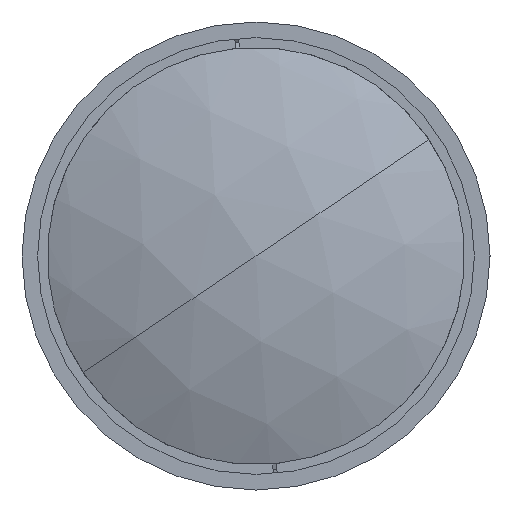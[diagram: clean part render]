
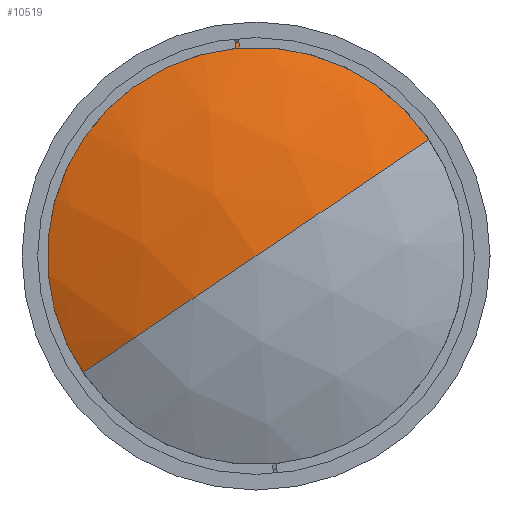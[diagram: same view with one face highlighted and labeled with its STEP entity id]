
A CAD part, left-side view. The second image highlights one B-rep face of the part: STEP entity #10519.
In plain terms, the highlighted spherical face has radius 133.05 mm.
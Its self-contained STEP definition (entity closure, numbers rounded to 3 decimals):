
#120 = CARTESIAN_POINT ( 'NONE',  ( 13.4, 0., 0. ) ) ;
#489 = AXIS2_PLACEMENT_3D ( 'NONE', #14399, #7059, #15638 ) ;
#513 = AXIS2_PLACEMENT_3D ( 'NONE', #4402, #733, #12989 ) ;
#579 = CIRCLE ( 'NONE', #489, 133.05 ) ;
#733 = DIRECTION ( 'NONE',  ( 0., 0.558, 0.83 ) ) ;
#1362 = DIRECTION ( 'NONE',  ( 0., 0.558, 0.83 ) ) ;
#3061 = SPHERICAL_SURFACE ( 'NONE', #513, 133.05 ) ;
#3845 = ORIENTED_EDGE ( 'NONE', *, *, #7095, .T. ) ;
#3883 = CARTESIAN_POINT ( 'NONE',  ( 13.4, -45.636, 30.697 ) ) ;
#4080 = VERTEX_POINT ( 'NONE', #3883 ) ;
#4320 = AXIS2_PLACEMENT_3D ( 'NONE', #13021, #5670, #14261 ) ;
#4402 = CARTESIAN_POINT ( 'NONE',  ( 134.55, 0., 0. ) ) ;
#5372 = ORIENTED_EDGE ( 'NONE', *, *, #8232, .T. ) ;
#5412 = ORIENTED_EDGE ( 'NONE', *, *, #11648, .F. ) ;
#5527 = CARTESIAN_POINT ( 'NONE',  ( 13.4, 45.636, -30.697 ) ) ;
#5670 = DIRECTION ( 'NONE',  ( 0., 0.558, 0.83 ) ) ;
#7059 = DIRECTION ( 'NONE',  ( 0., -0.558, -0.83 ) ) ;
#7095 = EDGE_CURVE ( 'NONE', #10469, #8750, #10780, .T. ) ;
#8232 = EDGE_CURVE ( 'NONE', #4080, #10469, #12486, .T. ) ;
#8716 = DIRECTION ( 'NONE',  ( -1., 0., 0. ) ) ;
#8750 = VERTEX_POINT ( 'NONE', #10178 ) ;
#10012 = FACE_OUTER_BOUND ( 'NONE', #13530, .T. ) ;
#10178 = CARTESIAN_POINT ( 'NONE',  ( 1.5, 0., 0. ) ) ;
#10469 = VERTEX_POINT ( 'NONE', #5527 ) ;
#10519 = ADVANCED_FACE ( 'NONE', ( #10012 ), #3061, .T. ) ;
#10780 = CIRCLE ( 'NONE', #4320, 133.05 ) ;
#11431 = AXIS2_PLACEMENT_3D ( 'NONE', #120, #8716, #1362 ) ;
#11648 = EDGE_CURVE ( 'NONE', #4080, #8750, #579, .T. ) ;
#12486 = CIRCLE ( 'NONE', #11431, 55. ) ;
#12989 = DIRECTION ( 'NONE',  ( 0., -0.83, 0.558 ) ) ;
#13021 = CARTESIAN_POINT ( 'NONE',  ( 134.55, 0., 0. ) ) ;
#13530 = EDGE_LOOP ( 'NONE', ( #5372, #3845, #5412 ) ) ;
#14261 = DIRECTION ( 'NONE',  ( 0., -0.83, 0.558 ) ) ;
#14399 = CARTESIAN_POINT ( 'NONE',  ( 134.55, 0., 0. ) ) ;
#15638 = DIRECTION ( 'NONE',  ( 0., 0.83, -0.558 ) ) ;
